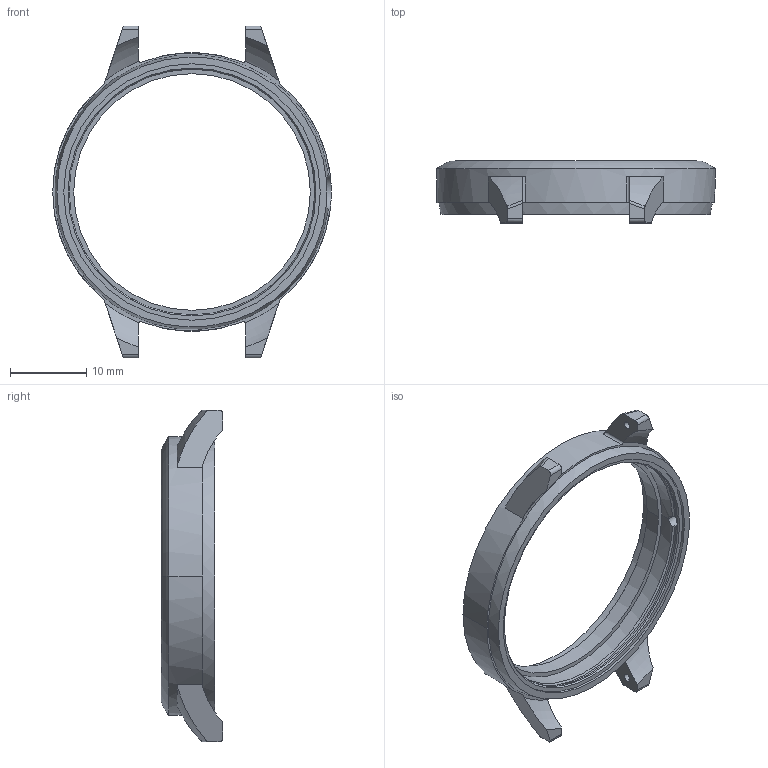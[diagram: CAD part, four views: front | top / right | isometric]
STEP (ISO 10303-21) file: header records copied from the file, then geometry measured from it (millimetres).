
FILE_DESCRIPTION((''),'2;1');
FILE_NAME('2617XXA02','2025-05-31T09:04:55',('e1774126'),(''),'CREO PARAMETRIC BY PTC INC, 2023424','CREO PARAMETRIC BY PTC INC, 2023424','');
FILE_SCHEMA(('CONFIG_CONTROL_DESIGN'));
Length unit declared in the file: millimetre
Products named in the file (1): 2617XXA02
Bounding box: 36.5 x 8.1 x 43.5 mm (x, y, z)
Volume: 1747 mm3; surface area: 2385.8 mm2
Topology: 1 solids, 1 shells, 88 faces, 236 edges, 148 vertices
Faces by surface type: cylinder 32, plane 28, cone 14, bspline 8, torus 6
Entity records: 3158 total; most frequent: CARTESIAN_POINT 1045, ORIENTED_EDGE 456, DIRECTION 401, EDGE_CURVE 228, AXIS2_PLACEMENT_3D 159, VERTEX_POINT 148, EDGE_LOOP 98, FACE_OUTER_BOUND 88
